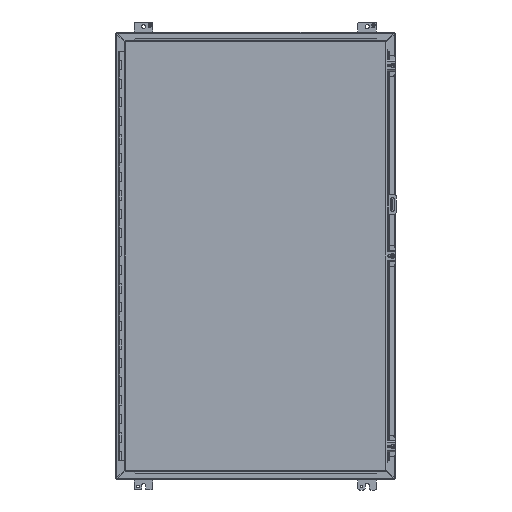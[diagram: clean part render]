
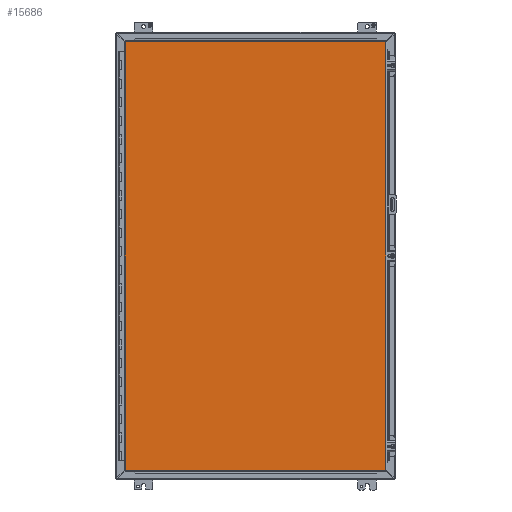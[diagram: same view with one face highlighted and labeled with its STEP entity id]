
A CAD part, front view. The second image highlights one B-rep face of the part: STEP entity #15686.
In plain terms, the highlighted planar face has unit normal (0, -1, 0).
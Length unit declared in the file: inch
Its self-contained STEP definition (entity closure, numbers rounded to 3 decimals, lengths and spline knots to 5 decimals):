
#4309 = VERTEX_POINT ( 'NONE', #12428 ) ;
#4534 = LINE ( 'NONE', #5344, #24727 ) ;
#5268 = DIRECTION ( 'NONE',  ( 0., 0., 1. ) ) ;
#5301 = EDGE_LOOP ( 'NONE', ( #14990, #39024, #43871, #54672 ) ) ;
#5344 = CARTESIAN_POINT ( 'NONE',  ( 14.017, -11.185, 22.9945 ) ) ;
#5786 = DIRECTION ( 'NONE',  ( 0., 0., -1. ) ) ;
#7263 = CARTESIAN_POINT ( 'NONE',  ( -13.955, -11.185, 22.9945 ) ) ;
#9149 = VECTOR ( 'NONE', #45652, 39.37008 ) ;
#11614 = LINE ( 'NONE', #28657, #9149 ) ;
#12428 = CARTESIAN_POINT ( 'NONE',  ( 14.017, -11.185, 22.9945 ) ) ;
#12533 = VERTEX_POINT ( 'NONE', #54854 ) ;
#12859 = CARTESIAN_POINT ( 'NONE',  ( -13.955, -11.185, -22.9945 ) ) ;
#14431 = PLANE ( 'NONE',  #30558 ) ;
#14990 = ORIENTED_EDGE ( 'NONE', *, *, #44314, .F. ) ;
#15686 = ADVANCED_FACE ( 'NONE', ( #27003 ), #14431, .T. ) ;
#15942 = EDGE_CURVE ( 'NONE', #18488, #29500, #11614, .T. ) ;
#18488 = VERTEX_POINT ( 'NONE', #53291 ) ;
#21824 = VECTOR ( 'NONE', #5268, 39.37008 ) ;
#24727 = VECTOR ( 'NONE', #52775, 39.37008 ) ;
#27003 = FACE_OUTER_BOUND ( 'NONE', #5301, .T. ) ;
#28657 = CARTESIAN_POINT ( 'NONE',  ( 14.017, -11.185, -22.9945 ) ) ;
#29500 = VERTEX_POINT ( 'NONE', #32355 ) ;
#30558 = AXIS2_PLACEMENT_3D ( 'NONE', #12859, #44007, #5786 ) ;
#31947 = VECTOR ( 'NONE', #41012, 39.37008 ) ;
#32355 = CARTESIAN_POINT ( 'NONE',  ( -13.955, -11.185, -22.9945 ) ) ;
#39024 = ORIENTED_EDGE ( 'NONE', *, *, #46574, .F. ) ;
#41012 = DIRECTION ( 'NONE',  ( 1., 0., 0. ) ) ;
#43871 = ORIENTED_EDGE ( 'NONE', *, *, #53958, .F. ) ;
#44007 = DIRECTION ( 'NONE',  ( 0., -1., 0. ) ) ;
#44314 = EDGE_CURVE ( 'NONE', #4309, #18488, #4534, .T. ) ;
#44658 = LINE ( 'NONE', #7263, #31947 ) ;
#45652 = DIRECTION ( 'NONE',  ( -1., 0., 0. ) ) ;
#46574 = EDGE_CURVE ( 'NONE', #12533, #4309, #44658, .T. ) ;
#47411 = LINE ( 'NONE', #51865, #21824 ) ;
#51865 = CARTESIAN_POINT ( 'NONE',  ( -13.955, -11.185, -22.9945 ) ) ;
#52775 = DIRECTION ( 'NONE',  ( 0., 0., -1. ) ) ;
#53291 = CARTESIAN_POINT ( 'NONE',  ( 14.017, -11.185, -22.9945 ) ) ;
#53958 = EDGE_CURVE ( 'NONE', #29500, #12533, #47411, .T. ) ;
#54672 = ORIENTED_EDGE ( 'NONE', *, *, #15942, .F. ) ;
#54854 = CARTESIAN_POINT ( 'NONE',  ( -13.955, -11.185, 22.9945 ) ) ;
